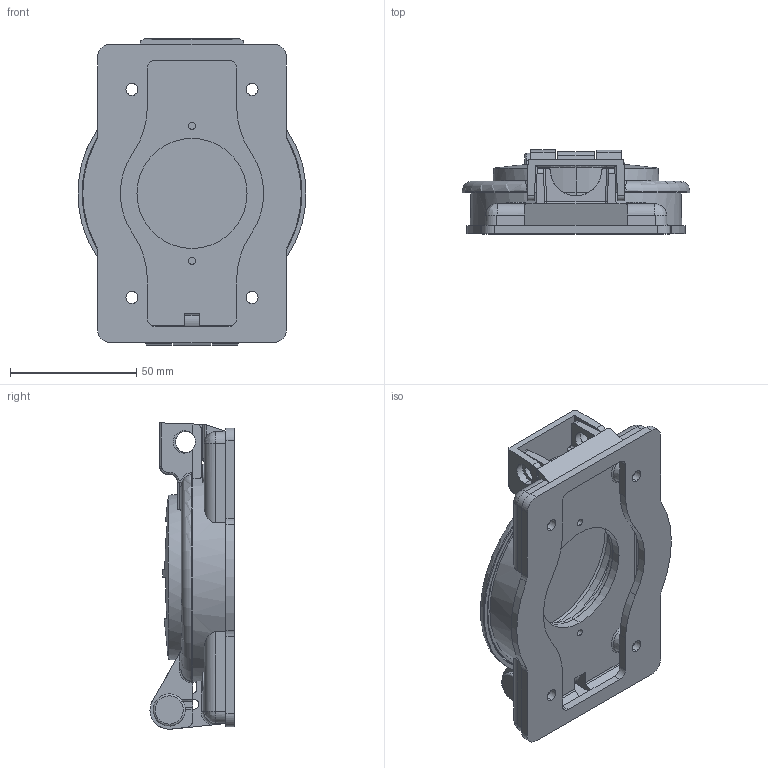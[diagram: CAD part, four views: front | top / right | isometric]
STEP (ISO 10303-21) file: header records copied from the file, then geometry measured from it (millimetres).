
FILE_DESCRIPTION (( 'STEP AP214' ), '1' );
FILE_NAME ('WP1-3 Assembly.STEP', '2017-04-12T17:37:12', ( '' ), ( '' ), 'SwSTEP 2.0', 'SolidWorks 2015', '' );
FILE_SCHEMA (( 'AUTOMOTIVE_DESIGN' ));
Length unit declared in the file: inch
Products named in the file (1): WP1-3 Assembly
Bounding box: 90.42 x 33.32 x 121.53 mm (x, y, z)
Surface area: 71787.8 mm2 (no closed solid volume)
Topology: 0 solids, 7 shells, 1654 faces, 4423 edges, 2919 vertices
Faces by surface type: plane 848, bspline 536, cylinder 185, cone 54, torus 26, sphere 5
Entity records: 80139 total; most frequent: CARTESIAN_POINT 21833, ORIENTED_EDGE 8818, DIRECTION 5422, EDGE_CURVE 4409, VERTEX_POINT 2914, VECTOR 2470, LINE 2470, EDGE_LOOP 1845
